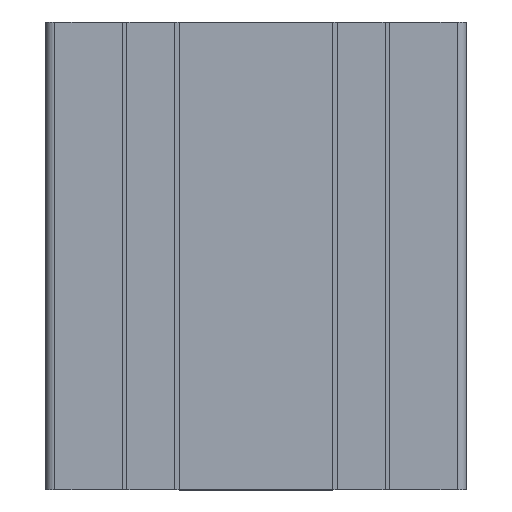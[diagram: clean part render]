
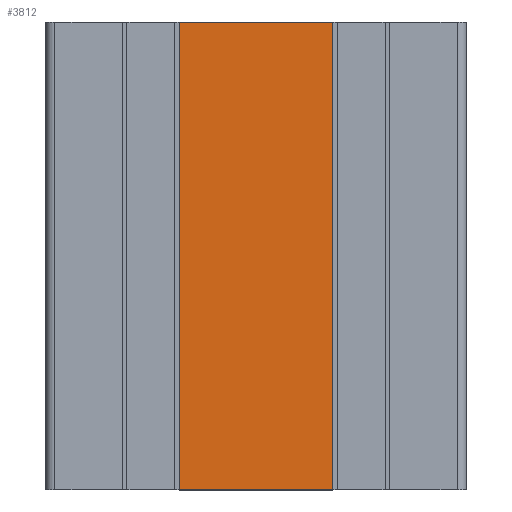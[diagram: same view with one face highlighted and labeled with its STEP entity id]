
A CAD part, top view. The second image highlights one B-rep face of the part: STEP entity #3812.
In plain terms, the highlighted planar face has unit normal (0, 0, 1).
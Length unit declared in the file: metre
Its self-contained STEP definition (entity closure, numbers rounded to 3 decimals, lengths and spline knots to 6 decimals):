
#422=FACE_OUTER_BOUND('',#610,.T.);
#610=EDGE_LOOP('',(#3127,#3128,#3129,#3130));
#742=LINE('',#5586,#1160);
#1042=LINE('',#6345,#1460);
#1043=LINE('',#6347,#1461);
#1044=LINE('',#6348,#1462);
#1160=VECTOR('',#4509,0.1);
#1460=VECTOR('',#5221,0.1);
#1461=VECTOR('',#5224,0.0328);
#1462=VECTOR('',#5225,0.0328);
#1578=VERTEX_POINT('',#5583);
#1579=VERTEX_POINT('',#5585);
#1831=VERTEX_POINT('',#6341);
#1832=VERTEX_POINT('',#6343);
#2006=EDGE_CURVE('',#1579,#1578,#742,.T.);
#2386=EDGE_CURVE('',#1832,#1831,#1042,.T.);
#2387=EDGE_CURVE('',#1578,#1831,#1043,.T.);
#2388=EDGE_CURVE('',#1579,#1832,#1044,.T.);
#3127=ORIENTED_EDGE('',*,*,#2387,.T.);
#3128=ORIENTED_EDGE('',*,*,#2386,.F.);
#3129=ORIENTED_EDGE('',*,*,#2388,.F.);
#3130=ORIENTED_EDGE('',*,*,#2006,.T.);
#3626=PLANE('',#4159);
#3812=ADVANCED_FACE('',(#422),#3626,.F.);
#4159=AXIS2_PLACEMENT_3D('',#6346,#5222,#5223);
#4509=DIRECTION('',(0.,-1.,0.));
#5221=DIRECTION('',(0.,-1.,0.));
#5222=DIRECTION('center_axis',(0.,0.,-1.));
#5223=DIRECTION('ref_axis',(-1.,0.,0.));
#5224=DIRECTION('',(1.,0.,0.));
#5225=DIRECTION('',(1.,0.,0.));
#5583=CARTESIAN_POINT('',(0.030409,-0.1,1.01175));
#5585=CARTESIAN_POINT('',(0.030409,0.,1.01175));
#5586=CARTESIAN_POINT('',(0.030409,0.,1.01175));
#6341=CARTESIAN_POINT('',(0.063209,-0.1,1.01175));
#6343=CARTESIAN_POINT('',(0.063209,0.,1.01175));
#6345=CARTESIAN_POINT('',(0.063209,0.,1.01175));
#6346=CARTESIAN_POINT('Origin',(0.063209,0.,1.01175));
#6347=CARTESIAN_POINT('',(0.030409,-0.1,1.01175));
#6348=CARTESIAN_POINT('',(0.030409,0.,1.01175));
